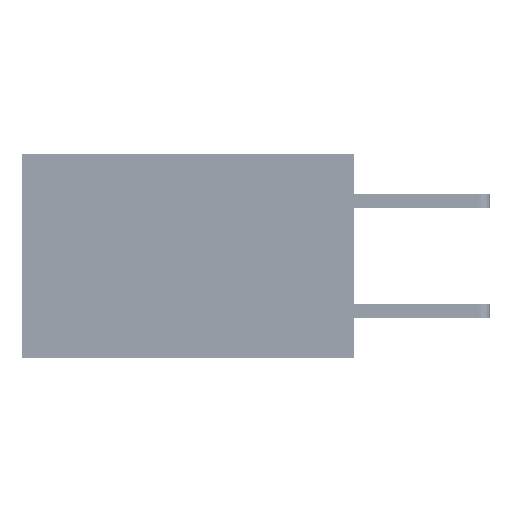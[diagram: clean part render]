
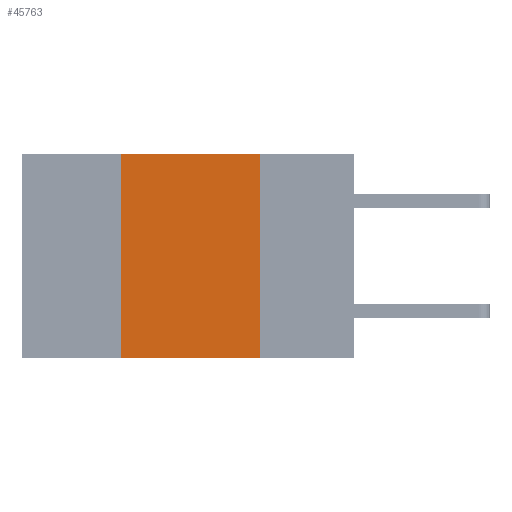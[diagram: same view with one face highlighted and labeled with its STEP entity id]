
A CAD part, left-side view. The second image highlights one B-rep face of the part: STEP entity #45763.
In plain terms, the highlighted planar face has unit normal (-1, 0, 0).
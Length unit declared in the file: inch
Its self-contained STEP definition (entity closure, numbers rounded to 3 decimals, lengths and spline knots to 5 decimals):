
#964 = LINE ( 'NONE', #7068, #28596 ) ;
#2490 = CARTESIAN_POINT ( 'NONE',  ( 0., 0.17, 0. ) ) ;
#3378 = DIRECTION ( 'NONE',  ( 0., 0., -1. ) ) ;
#3850 = EDGE_CURVE ( 'NONE', #20458, #12105, #20516, .T. ) ;
#6566 = DIRECTION ( 'NONE',  ( 0., -1., 0. ) ) ;
#7068 = CARTESIAN_POINT ( 'NONE',  ( 0., 0.42, 0. ) ) ;
#10158 = VERTEX_POINT ( 'NONE', #45622 ) ;
#12105 = VERTEX_POINT ( 'NONE', #15442 ) ;
#13527 = VECTOR ( 'NONE', #20667, 39.37008 ) ;
#14446 = CARTESIAN_POINT ( 'NONE',  ( 0., 0.42, 0. ) ) ;
#15442 = CARTESIAN_POINT ( 'NONE',  ( 0., 0.17, 0. ) ) ;
#15555 = FACE_OUTER_BOUND ( 'NONE', #32896, .T. ) ;
#16592 = VECTOR ( 'NONE', #6566, 39.37008 ) ;
#19273 = ORIENTED_EDGE ( 'NONE', *, *, #29601, .F. ) ;
#20458 = VERTEX_POINT ( 'NONE', #14446 ) ;
#20516 = LINE ( 'NONE', #31604, #21615 ) ;
#20667 = DIRECTION ( 'NONE',  ( 0., 0., -1. ) ) ;
#21187 = ORIENTED_EDGE ( 'NONE', *, *, #35869, .F. ) ;
#21366 = PLANE ( 'NONE',  #21766 ) ;
#21615 = VECTOR ( 'NONE', #45863, 39.37008 ) ;
#21766 = AXIS2_PLACEMENT_3D ( 'NONE', #35656, #24975, #3378 ) ;
#24975 = DIRECTION ( 'NONE',  ( 1., 0., 0. ) ) ;
#26997 = EDGE_CURVE ( 'NONE', #10158, #30497, #46183, .T. ) ;
#28596 = VECTOR ( 'NONE', #32197, 39.37008 ) ;
#29601 = EDGE_CURVE ( 'NONE', #12105, #30497, #33665, .T. ) ;
#30281 = ORIENTED_EDGE ( 'NONE', *, *, #26997, .T. ) ;
#30497 = VERTEX_POINT ( 'NONE', #30740 ) ;
#30740 = CARTESIAN_POINT ( 'NONE',  ( 0., 0.17, -0.37 ) ) ;
#31604 = CARTESIAN_POINT ( 'NONE',  ( 0., 0.6, 0. ) ) ;
#32197 = DIRECTION ( 'NONE',  ( 0., 0., 1. ) ) ;
#32896 = EDGE_LOOP ( 'NONE', ( #19273, #38817, #21187, #30281 ) ) ;
#33665 = LINE ( 'NONE', #2490, #13527 ) ;
#35656 = CARTESIAN_POINT ( 'NONE',  ( 0., 0.6, 0. ) ) ;
#35869 = EDGE_CURVE ( 'NONE', #10158, #20458, #964, .T. ) ;
#38817 = ORIENTED_EDGE ( 'NONE', *, *, #3850, .F. ) ;
#42318 = CARTESIAN_POINT ( 'NONE',  ( 0., 0.6, -0.37 ) ) ;
#45622 = CARTESIAN_POINT ( 'NONE',  ( 0., 0.42, -0.37 ) ) ;
#45763 = ADVANCED_FACE ( 'NONE', ( #15555 ), #21366, .F. ) ;
#45863 = DIRECTION ( 'NONE',  ( 0., -1., 0. ) ) ;
#46183 = LINE ( 'NONE', #42318, #16592 ) ;
